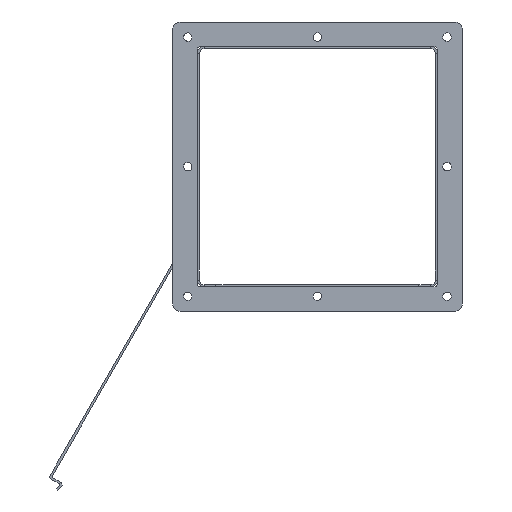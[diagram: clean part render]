
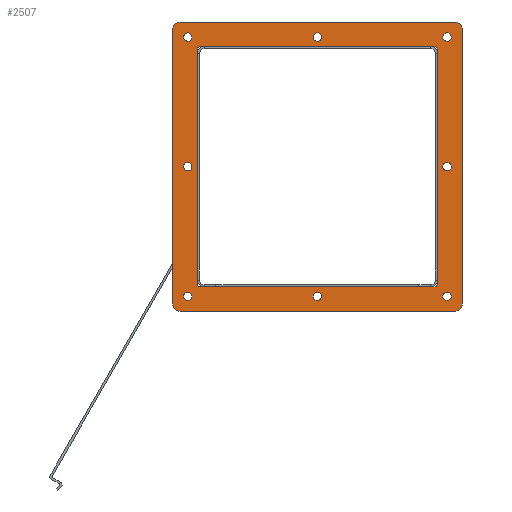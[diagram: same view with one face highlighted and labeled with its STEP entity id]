
A CAD part, front view. The second image highlights one B-rep face of the part: STEP entity #2507.
In plain terms, the highlighted face is planar.
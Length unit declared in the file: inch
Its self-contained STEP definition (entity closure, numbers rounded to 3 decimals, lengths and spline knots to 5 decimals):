
#121=FACE_BOUND($,#489,.T.);
#122=FACE_BOUND($,#490,.T.);
#123=FACE_BOUND($,#491,.T.);
#124=FACE_BOUND($,#492,.T.);
#125=FACE_BOUND($,#493,.T.);
#126=FACE_BOUND($,#494,.T.);
#127=FACE_BOUND($,#495,.T.);
#128=FACE_BOUND($,#496,.T.);
#129=FACE_BOUND($,#497,.T.);
#130=FACE_BOUND($,#498,.T.);
#212=PLANE($,#2719);
#489=EDGE_LOOP($,(#1915));
#490=EDGE_LOOP($,(#1916));
#491=EDGE_LOOP($,(#1917));
#492=EDGE_LOOP($,(#1918));
#493=EDGE_LOOP($,(#1919,#1920,#1921,#1922,#1923,#1924,#1925,#1926));
#494=EDGE_LOOP($,(#1927,#1928,#1929,#1930,#1931,#1932,#1933,#1934));
#495=EDGE_LOOP($,(#1935));
#496=EDGE_LOOP($,(#1936));
#497=EDGE_LOOP($,(#1937));
#498=EDGE_LOOP($,(#1938));
#616=CIRCLE($,#2664,0.125);
#618=CIRCLE($,#2668,0.125);
#620=CIRCLE($,#2672,0.125);
#622=CIRCLE($,#2676,0.125);
#624=CIRCLE($,#2680,0.14063);
#626=CIRCLE($,#2683,0.14063);
#628=CIRCLE($,#2686,0.14063);
#630=CIRCLE($,#2689,0.14063);
#631=CIRCLE($,#2691,0.25);
#640=CIRCLE($,#2703,0.25);
#641=CIRCLE($,#2706,0.25);
#642=CIRCLE($,#2709,0.25);
#643=CIRCLE($,#2711,0.14063);
#644=CIRCLE($,#2713,0.14063);
#645=CIRCLE($,#2715,0.14063);
#646=CIRCLE($,#2717,0.14063);
#753=LINE($,#3809,#979);
#756=LINE($,#3820,#982);
#760=LINE($,#3832,#986);
#763=LINE($,#3841,#989);
#769=LINE($,#3877,#995);
#775=LINE($,#3905,#1001);
#778=LINE($,#3913,#1004);
#780=LINE($,#3931,#1006);
#979=VECTOR($,#3059,7.75);
#982=VECTOR($,#3070,7.75);
#986=VECTOR($,#3082,7.75);
#989=VECTOR($,#3093,7.75);
#995=VECTOR($,#3131,9.125);
#1001=VECTOR($,#3159,9.125);
#1004=VECTOR($,#3168,9.125);
#1006=VECTOR($,#3192,9.125);
#1183=VERTEX_POINT($,#3799);
#1184=VERTEX_POINT($,#3801);
#1186=VERTEX_POINT($,#3807);
#1189=VERTEX_POINT($,#3814);
#1190=VERTEX_POINT($,#3816);
#1193=VERTEX_POINT($,#3826);
#1194=VERTEX_POINT($,#3828);
#1196=VERTEX_POINT($,#3837);
#1198=VERTEX_POINT($,#3846);
#1200=VERTEX_POINT($,#3851);
#1202=VERTEX_POINT($,#3856);
#1204=VERTEX_POINT($,#3861);
#1205=VERTEX_POINT($,#3864);
#1206=VERTEX_POINT($,#3865);
#1210=VERTEX_POINT($,#3875);
#1220=VERTEX_POINT($,#3899);
#1221=VERTEX_POINT($,#3903);
#1222=VERTEX_POINT($,#3907);
#1223=VERTEX_POINT($,#3911);
#1224=VERTEX_POINT($,#3915);
#1225=VERTEX_POINT($,#3919);
#1226=VERTEX_POINT($,#3922);
#1227=VERTEX_POINT($,#3925);
#1228=VERTEX_POINT($,#3928);
#1421=EDGE_CURVE($,#1183,#1184,#616,.T.);
#1425=EDGE_CURVE($,#1183,#1186,#753,.T.);
#1428=EDGE_CURVE($,#1189,#1190,#618,.T.);
#1430=EDGE_CURVE($,#1189,#1184,#756,.T.);
#1434=EDGE_CURVE($,#1193,#1194,#620,.T.);
#1436=EDGE_CURVE($,#1193,#1190,#760,.T.);
#1440=EDGE_CURVE($,#1196,#1186,#622,.T.);
#1441=EDGE_CURVE($,#1196,#1194,#763,.T.);
#1444=EDGE_CURVE($,#1198,#1198,#624,.T.);
#1446=EDGE_CURVE($,#1200,#1200,#626,.T.);
#1448=EDGE_CURVE($,#1202,#1202,#628,.T.);
#1450=EDGE_CURVE($,#1204,#1204,#630,.T.);
#1451=EDGE_CURVE($,#1205,#1206,#631,.T.);
#1457=EDGE_CURVE($,#1210,#1205,#769,.T.);
#1468=EDGE_CURVE($,#1220,#1210,#640,.T.);
#1471=EDGE_CURVE($,#1221,#1220,#775,.T.);
#1472=EDGE_CURVE($,#1222,#1221,#641,.T.);
#1475=EDGE_CURVE($,#1223,#1222,#778,.T.);
#1476=EDGE_CURVE($,#1224,#1223,#642,.T.);
#1478=EDGE_CURVE($,#1225,#1225,#643,.T.);
#1479=EDGE_CURVE($,#1226,#1226,#644,.T.);
#1480=EDGE_CURVE($,#1227,#1227,#645,.T.);
#1481=EDGE_CURVE($,#1228,#1228,#646,.T.);
#1482=EDGE_CURVE($,#1206,#1224,#780,.T.);
#1915=ORIENTED_EDGE($,*,*,#1444,.T.);
#1916=ORIENTED_EDGE($,*,*,#1446,.T.);
#1917=ORIENTED_EDGE($,*,*,#1448,.T.);
#1918=ORIENTED_EDGE($,*,*,#1450,.T.);
#1919=ORIENTED_EDGE($,*,*,#1451,.F.);
#1920=ORIENTED_EDGE($,*,*,#1457,.F.);
#1921=ORIENTED_EDGE($,*,*,#1468,.F.);
#1922=ORIENTED_EDGE($,*,*,#1471,.F.);
#1923=ORIENTED_EDGE($,*,*,#1472,.F.);
#1924=ORIENTED_EDGE($,*,*,#1475,.F.);
#1925=ORIENTED_EDGE($,*,*,#1476,.F.);
#1926=ORIENTED_EDGE($,*,*,#1482,.F.);
#1927=ORIENTED_EDGE($,*,*,#1425,.T.);
#1928=ORIENTED_EDGE($,*,*,#1440,.F.);
#1929=ORIENTED_EDGE($,*,*,#1441,.T.);
#1930=ORIENTED_EDGE($,*,*,#1434,.F.);
#1931=ORIENTED_EDGE($,*,*,#1436,.T.);
#1932=ORIENTED_EDGE($,*,*,#1428,.F.);
#1933=ORIENTED_EDGE($,*,*,#1430,.T.);
#1934=ORIENTED_EDGE($,*,*,#1421,.F.);
#1935=ORIENTED_EDGE($,*,*,#1478,.T.);
#1936=ORIENTED_EDGE($,*,*,#1479,.T.);
#1937=ORIENTED_EDGE($,*,*,#1480,.T.);
#1938=ORIENTED_EDGE($,*,*,#1481,.T.);
#2507=ADVANCED_FACE($,(#121,#122,#123,#124,#125,#126,#127,#128,#129,#130),
#212,.T.);
#2664=AXIS2_PLACEMENT_3D($,#3802,#3052,#3053);
#2668=AXIS2_PLACEMENT_3D($,#3817,#3065,#3066);
#2672=AXIS2_PLACEMENT_3D($,#3829,#3077,#3078);
#2676=AXIS2_PLACEMENT_3D($,#3839,#3089,#3090);
#2680=AXIS2_PLACEMENT_3D($,#3847,#3099,#3100);
#2683=AXIS2_PLACEMENT_3D($,#3852,#3105,#3106);
#2686=AXIS2_PLACEMENT_3D($,#3857,#3111,#3112);
#2689=AXIS2_PLACEMENT_3D($,#3862,#3117,#3118);
#2691=AXIS2_PLACEMENT_3D($,#3866,#3121,#3122);
#2703=AXIS2_PLACEMENT_3D($,#3900,#3153,#3154);
#2706=AXIS2_PLACEMENT_3D($,#3908,#3162,#3163);
#2709=AXIS2_PLACEMENT_3D($,#3916,#3171,#3172);
#2711=AXIS2_PLACEMENT_3D($,#3920,#3176,#3177);
#2713=AXIS2_PLACEMENT_3D($,#3923,#3180,#3181);
#2715=AXIS2_PLACEMENT_3D($,#3926,#3184,#3185);
#2717=AXIS2_PLACEMENT_3D($,#3929,#3188,#3189);
#2719=AXIS2_PLACEMENT_3D($,#3932,#3193,#3194);
#3052=DIRECTION('center_axis',(0.,0.,1.));
#3053=DIRECTION('ref_axis',(-0.707,-0.707,0.));
#3059=DIRECTION($,(0.,1.,0.));
#3065=DIRECTION('center_axis',(0.,0.,1.));
#3066=DIRECTION('ref_axis',(0.707,-0.707,0.));
#3070=DIRECTION($,(-1.,0.,0.));
#3077=DIRECTION('center_axis',(0.,0.,1.));
#3078=DIRECTION('ref_axis',(0.707,0.707,0.));
#3082=DIRECTION($,(0.,-1.,0.));
#3089=DIRECTION('center_axis',(0.,0.,1.));
#3090=DIRECTION('ref_axis',(-0.707,0.707,0.));
#3093=DIRECTION($,(1.,0.,0.));
#3099=DIRECTION('center_axis',(0.,0.,-1.));
#3100=DIRECTION('ref_axis',(-1.,0.,0.));
#3105=DIRECTION('center_axis',(0.,0.,-1.));
#3106=DIRECTION('ref_axis',(-1.,0.,0.));
#3111=DIRECTION('center_axis',(0.,0.,-1.));
#3112=DIRECTION('ref_axis',(-1.,0.,0.));
#3117=DIRECTION('center_axis',(0.,0.,-1.));
#3118=DIRECTION('ref_axis',(-1.,0.,0.));
#3121=DIRECTION('center_axis',(0.,0.,-1.));
#3122=DIRECTION('ref_axis',(-0.707,-0.707,0.));
#3131=DIRECTION($,(-1.,0.,0.));
#3153=DIRECTION('center_axis',(0.,0.,-1.));
#3154=DIRECTION('ref_axis',(0.707,-0.707,0.));
#3159=DIRECTION($,(0.,-1.,0.));
#3162=DIRECTION('center_axis',(0.,0.,-1.));
#3163=DIRECTION('ref_axis',(0.707,0.707,0.));
#3168=DIRECTION($,(1.,0.,0.));
#3171=DIRECTION('center_axis',(0.,0.,-1.));
#3172=DIRECTION('ref_axis',(-0.707,0.707,0.));
#3176=DIRECTION('center_axis',(0.,0.,-1.));
#3177=DIRECTION('ref_axis',(-1.,0.,0.));
#3180=DIRECTION('center_axis',(0.,0.,-1.));
#3181=DIRECTION('ref_axis',(-1.,0.,0.));
#3184=DIRECTION('center_axis',(0.,0.,-1.));
#3185=DIRECTION('ref_axis',(-1.,0.,0.));
#3188=DIRECTION('center_axis',(0.,0.,-1.));
#3189=DIRECTION('ref_axis',(-1.,0.,0.));
#3192=DIRECTION($,(0.,1.,0.));
#3193=DIRECTION('center_axis',(0.,0.,1.));
#3194=DIRECTION('ref_axis',(1.,0.,0.));
#3799=CARTESIAN_POINT('',(-4.,-3.875,0.125));
#3801=CARTESIAN_POINT('',(-3.875,-4.,0.125));
#3802=CARTESIAN_POINT('Origin',(-3.875,-3.875,0.125));
#3807=CARTESIAN_POINT('',(-4.,3.875,0.125));
#3809=CARTESIAN_POINT($,(-4.,-2.,0.125));
#3814=CARTESIAN_POINT('',(3.875,-4.,0.125));
#3816=CARTESIAN_POINT('',(4.,-3.875,0.125));
#3817=CARTESIAN_POINT('Origin',(3.875,-3.875,0.125));
#3820=CARTESIAN_POINT($,(2.,-4.,0.125));
#3826=CARTESIAN_POINT('',(4.,3.875,0.125));
#3828=CARTESIAN_POINT('',(3.875,4.,0.125));
#3829=CARTESIAN_POINT('Origin',(3.875,3.875,0.125));
#3832=CARTESIAN_POINT($,(4.,2.,0.125));
#3837=CARTESIAN_POINT('',(-3.875,4.,0.125));
#3839=CARTESIAN_POINT('Origin',(-3.875,3.875,0.125));
#3841=CARTESIAN_POINT($,(-2.,4.,0.125));
#3846=CARTESIAN_POINT('',(4.45313,0.,0.125));
#3847=CARTESIAN_POINT('Origin',(4.3125,0.,0.125));
#3851=CARTESIAN_POINT('',(0.14063,4.3125,0.125));
#3852=CARTESIAN_POINT('Origin',(0.,4.3125,0.125));
#3856=CARTESIAN_POINT('',(-4.17188,0.,0.125));
#3857=CARTESIAN_POINT('Origin',(-4.3125,0.,0.125));
#3861=CARTESIAN_POINT('',(0.14063,-4.3125,0.125));
#3862=CARTESIAN_POINT('Origin',(0.,-4.3125,0.125));
#3864=CARTESIAN_POINT('',(-4.5625,-4.8125,0.125));
#3865=CARTESIAN_POINT('',(-4.8125,-4.5625,0.125));
#3866=CARTESIAN_POINT('Origin',(-4.5625,-4.5625,0.125));
#3875=CARTESIAN_POINT('',(4.5625,-4.8125,0.125));
#3877=CARTESIAN_POINT($,(-4.8125,-4.8125,0.125));
#3899=CARTESIAN_POINT('',(4.8125,-4.5625,0.125));
#3900=CARTESIAN_POINT('Origin',(4.5625,-4.5625,0.125));
#3903=CARTESIAN_POINT('',(4.8125,4.5625,0.125));
#3905=CARTESIAN_POINT($,(4.8125,-4.8125,0.125));
#3907=CARTESIAN_POINT('',(4.5625,4.8125,0.125));
#3908=CARTESIAN_POINT('Origin',(4.5625,4.5625,0.125));
#3911=CARTESIAN_POINT('',(-4.5625,4.8125,0.125));
#3913=CARTESIAN_POINT($,(4.8125,4.8125,0.125));
#3915=CARTESIAN_POINT('',(-4.8125,4.5625,0.125));
#3916=CARTESIAN_POINT('Origin',(-4.5625,4.5625,0.125));
#3919=CARTESIAN_POINT('',(-4.17188,4.3125,0.125));
#3920=CARTESIAN_POINT('Origin',(-4.3125,4.3125,0.125));
#3922=CARTESIAN_POINT('',(-4.17188,-4.3125,0.125));
#3923=CARTESIAN_POINT('Origin',(-4.3125,-4.3125,0.125));
#3925=CARTESIAN_POINT('',(4.45313,-4.3125,0.125));
#3926=CARTESIAN_POINT('Origin',(4.3125,-4.3125,0.125));
#3928=CARTESIAN_POINT('',(4.45313,4.3125,0.125));
#3929=CARTESIAN_POINT('Origin',(4.3125,4.3125,0.125));
#3931=CARTESIAN_POINT($,(-4.8125,4.8125,0.125));
#3932=CARTESIAN_POINT('Origin',(0.,0.,0.125));
